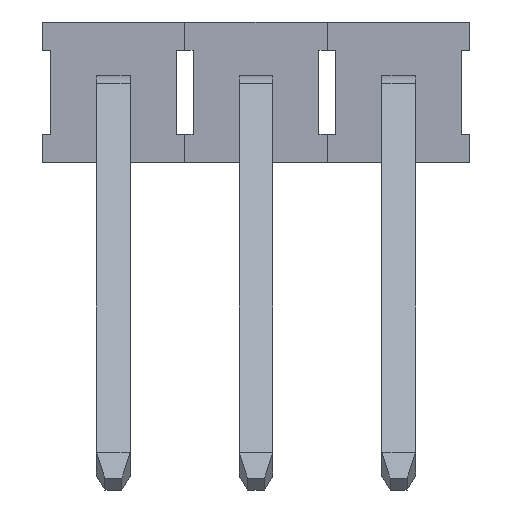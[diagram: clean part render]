
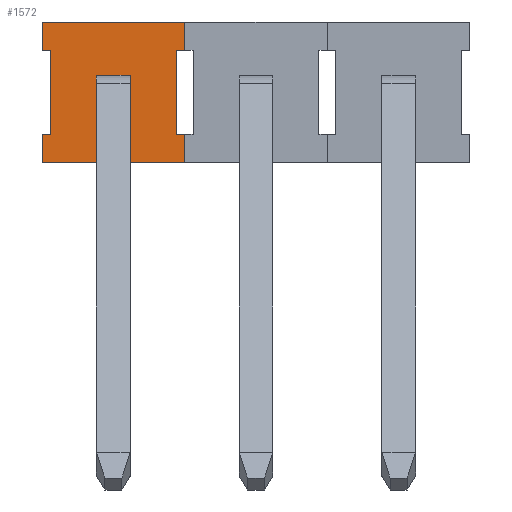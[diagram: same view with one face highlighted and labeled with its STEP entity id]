
A CAD part, top view. The second image highlights one B-rep face of the part: STEP entity #1572.
In plain terms, the highlighted planar face has unit normal (0, 0, 1).
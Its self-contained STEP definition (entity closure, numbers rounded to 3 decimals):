
#44 = LINE ( 'NONE', #2089, #1777 ) ;
#60 = EDGE_CURVE ( 'NONE', #2203, #3550, #2292, .T. ) ;
#115 = VERTEX_POINT ( 'NONE', #1521 ) ;
#124 = ORIENTED_EDGE ( 'NONE', *, *, #685, .T. ) ;
#131 = PLANE ( 'NONE',  #1134 ) ;
#162 = EDGE_LOOP ( 'NONE', ( #3003, #1656, #856, #431, #304, #718, #1121, #511, #3783, #833, #3227, #124 ) ) ;
#198 = LINE ( 'NONE', #1786, #1206 ) ;
#215 = VERTEX_POINT ( 'NONE', #712 ) ;
#246 = DIRECTION ( 'NONE',  ( 0., 1., 0. ) ) ;
#266 = VECTOR ( 'NONE', #1234, 1000. ) ;
#296 = EDGE_CURVE ( 'NONE', #2288, #215, #2858, .T. ) ;
#304 = ORIENTED_EDGE ( 'NONE', *, *, #3571, .T. ) ;
#311 = ORIENTED_EDGE ( 'NONE', *, *, #60, .T. ) ;
#313 = ORIENTED_EDGE ( 'NONE', *, *, #2715, .T. ) ;
#349 = LINE ( 'NONE', #1090, #1933 ) ;
#397 = VERTEX_POINT ( 'NONE', #612 ) ;
#429 = VECTOR ( 'NONE', #3347, 1000. ) ;
#431 = ORIENTED_EDGE ( 'NONE', *, *, #2515, .T. ) ;
#456 = LINE ( 'NONE', #3820, #2810 ) ;
#501 = LINE ( 'NONE', #2975, #1457 ) ;
#511 = ORIENTED_EDGE ( 'NONE', *, *, #787, .T. ) ;
#554 = VERTEX_POINT ( 'NONE', #768 ) ;
#582 = EDGE_CURVE ( 'NONE', #3542, #1821, #2425, .T. ) ;
#583 = VECTOR ( 'NONE', #601, 1000. ) ;
#601 = DIRECTION ( 'NONE',  ( 0., -1., 0. ) ) ;
#612 = CARTESIAN_POINT ( 'NONE',  ( -1.27, 1.25, 6. ) ) ;
#685 = EDGE_CURVE ( 'NONE', #115, #397, #2708, .T. ) ;
#686 = CARTESIAN_POINT ( 'NONE',  ( -3.81, -1.25, 6. ) ) ;
#712 = CARTESIAN_POINT ( 'NONE',  ( -2.84, -0.3, 6. ) ) ;
#715 = EDGE_CURVE ( 'NONE', #2775, #2851, #501, .T. ) ;
#718 = ORIENTED_EDGE ( 'NONE', *, *, #3482, .F. ) ;
#768 = CARTESIAN_POINT ( 'NONE',  ( -3.66, -0.75, 6. ) ) ;
#787 = EDGE_CURVE ( 'NONE', #3061, #3542, #349, .T. ) ;
#788 = CARTESIAN_POINT ( 'NONE',  ( 0., -1.25, 6. ) ) ;
#833 = ORIENTED_EDGE ( 'NONE', *, *, #1896, .T. ) ;
#856 = ORIENTED_EDGE ( 'NONE', *, *, #715, .T. ) ;
#886 = VECTOR ( 'NONE', #2309, 1000. ) ;
#914 = DIRECTION ( 'NONE',  ( 0., -1., 0. ) ) ;
#964 = CARTESIAN_POINT ( 'NONE',  ( -3.81, -2.54, 6. ) ) ;
#975 = DIRECTION ( 'NONE',  ( 0., 1., 0. ) ) ;
#983 = ORIENTED_EDGE ( 'NONE', *, *, #296, .F. ) ;
#1068 = VECTOR ( 'NONE', #975, 1000. ) ;
#1090 = CARTESIAN_POINT ( 'NONE',  ( -1.27, -2.54, 6. ) ) ;
#1121 = ORIENTED_EDGE ( 'NONE', *, *, #3961, .T. ) ;
#1126 = DIRECTION ( 'NONE',  ( 1., 0., 0. ) ) ;
#1134 = AXIS2_PLACEMENT_3D ( 'NONE', #1717, #3907, #2940 ) ;
#1136 = CARTESIAN_POINT ( 'NONE',  ( -3.66, -0.75, 6. ) ) ;
#1199 = CARTESIAN_POINT ( 'NONE',  ( 0., 1.25, 6. ) ) ;
#1206 = VECTOR ( 'NONE', #2109, 1000. ) ;
#1234 = DIRECTION ( 'NONE',  ( 0., -1., 0. ) ) ;
#1292 = CARTESIAN_POINT ( 'NONE',  ( -2.84, 0.3, 6. ) ) ;
#1351 = LINE ( 'NONE', #788, #3288 ) ;
#1431 = CARTESIAN_POINT ( 'NONE',  ( -3.81, -0.75, 6. ) ) ;
#1457 = VECTOR ( 'NONE', #1126, 1000. ) ;
#1469 = CARTESIAN_POINT ( 'NONE',  ( -3.81, 0.75, 6. ) ) ;
#1483 = LINE ( 'NONE', #1737, #583 ) ;
#1521 = CARTESIAN_POINT ( 'NONE',  ( -1.27, 0.75, 6. ) ) ;
#1572 = ADVANCED_FACE ( 'NONE', ( #2115, #3033 ), #131, .T. ) ;
#1656 = ORIENTED_EDGE ( 'NONE', *, *, #3818, .F. ) ;
#1659 = VECTOR ( 'NONE', #2061, 1000. ) ;
#1717 = CARTESIAN_POINT ( 'NONE',  ( -3.81, -2.54, 6. ) ) ;
#1734 = DIRECTION ( 'NONE',  ( 1., 0., 0. ) ) ;
#1737 = CARTESIAN_POINT ( 'NONE',  ( -3.66, 0.75, 6. ) ) ;
#1740 = CARTESIAN_POINT ( 'NONE',  ( -1.27, -2.54, 6. ) ) ;
#1759 = VERTEX_POINT ( 'NONE', #1431 ) ;
#1764 = DIRECTION ( 'NONE',  ( -1., 0., 0. ) ) ;
#1777 = VECTOR ( 'NONE', #246, 1000. ) ;
#1782 = DIRECTION ( 'NONE',  ( -1., 0., 0. ) ) ;
#1786 = CARTESIAN_POINT ( 'NONE',  ( -2.84, 0.3, 6. ) ) ;
#1821 = VERTEX_POINT ( 'NONE', #3606 ) ;
#1823 = EDGE_CURVE ( 'NONE', #2658, #397, #2057, .T. ) ;
#1887 = LINE ( 'NONE', #964, #1068 ) ;
#1896 = EDGE_CURVE ( 'NONE', #1821, #3848, #44, .T. ) ;
#1933 = VECTOR ( 'NONE', #3244, 1000. ) ;
#1992 = VECTOR ( 'NONE', #1764, 1000. ) ;
#2036 = EDGE_CURVE ( 'NONE', #3550, #215, #2614, .T. ) ;
#2057 = LINE ( 'NONE', #1199, #429 ) ;
#2061 = DIRECTION ( 'NONE',  ( 0., 1., 0. ) ) ;
#2089 = CARTESIAN_POINT ( 'NONE',  ( -1.42, -0.75, 6. ) ) ;
#2109 = DIRECTION ( 'NONE',  ( 1., 0., 0. ) ) ;
#2115 = FACE_OUTER_BOUND ( 'NONE', #162, .T. ) ;
#2175 = VECTOR ( 'NONE', #914, 1000. ) ;
#2203 = VERTEX_POINT ( 'NONE', #2778 ) ;
#2232 = LINE ( 'NONE', #1136, #3787 ) ;
#2288 = VERTEX_POINT ( 'NONE', #1292 ) ;
#2292 = LINE ( 'NONE', #3694, #266 ) ;
#2309 = DIRECTION ( 'NONE',  ( -1., 0., 0. ) ) ;
#2402 = CARTESIAN_POINT ( 'NONE',  ( -3.81, -2.54, 6. ) ) ;
#2425 = LINE ( 'NONE', #3214, #886 ) ;
#2515 = EDGE_CURVE ( 'NONE', #2851, #554, #1483, .T. ) ;
#2614 = LINE ( 'NONE', #3942, #1992 ) ;
#2658 = VERTEX_POINT ( 'NONE', #3367 ) ;
#2667 = LINE ( 'NONE', #2402, #1659 ) ;
#2699 = EDGE_LOOP ( 'NONE', ( #983, #313, #311, #3758 ) ) ;
#2708 = LINE ( 'NONE', #1740, #3974 ) ;
#2715 = EDGE_CURVE ( 'NONE', #2288, #2203, #198, .T. ) ;
#2749 = CARTESIAN_POINT ( 'NONE',  ( -2.84, -1.42, 6. ) ) ;
#2775 = VERTEX_POINT ( 'NONE', #1469 ) ;
#2778 = CARTESIAN_POINT ( 'NONE',  ( -2.24, 0.3, 6. ) ) ;
#2810 = VECTOR ( 'NONE', #2915, 1000. ) ;
#2851 = VERTEX_POINT ( 'NONE', #3223 ) ;
#2858 = LINE ( 'NONE', #2749, #2175 ) ;
#2915 = DIRECTION ( 'NONE',  ( 1., 0., 0. ) ) ;
#2940 = DIRECTION ( 'NONE',  ( 1., 0., 0. ) ) ;
#2975 = CARTESIAN_POINT ( 'NONE',  ( -3.81, 0.75, 6. ) ) ;
#2985 = CARTESIAN_POINT ( 'NONE',  ( -1.27, -0.75, 6. ) ) ;
#3003 = ORIENTED_EDGE ( 'NONE', *, *, #1823, .F. ) ;
#3033 = FACE_BOUND ( 'NONE', #2699, .T. ) ;
#3061 = VERTEX_POINT ( 'NONE', #3989 ) ;
#3214 = CARTESIAN_POINT ( 'NONE',  ( -1.27, -0.75, 6. ) ) ;
#3223 = CARTESIAN_POINT ( 'NONE',  ( -3.66, 0.75, 6. ) ) ;
#3227 = ORIENTED_EDGE ( 'NONE', *, *, #3403, .T. ) ;
#3244 = DIRECTION ( 'NONE',  ( 0., 1., 0. ) ) ;
#3280 = DIRECTION ( 'NONE',  ( 0., 1., 0. ) ) ;
#3288 = VECTOR ( 'NONE', #1734, 1000. ) ;
#3347 = DIRECTION ( 'NONE',  ( 1., 0., 0. ) ) ;
#3367 = CARTESIAN_POINT ( 'NONE',  ( -3.81, 1.25, 6. ) ) ;
#3403 = EDGE_CURVE ( 'NONE', #3848, #115, #456, .T. ) ;
#3482 = EDGE_CURVE ( 'NONE', #3830, #1759, #2667, .T. ) ;
#3542 = VERTEX_POINT ( 'NONE', #2985 ) ;
#3550 = VERTEX_POINT ( 'NONE', #3948 ) ;
#3571 = EDGE_CURVE ( 'NONE', #554, #1759, #2232, .T. ) ;
#3606 = CARTESIAN_POINT ( 'NONE',  ( -1.42, -0.75, 6. ) ) ;
#3694 = CARTESIAN_POINT ( 'NONE',  ( -2.24, -1.42, 6. ) ) ;
#3758 = ORIENTED_EDGE ( 'NONE', *, *, #2036, .T. ) ;
#3783 = ORIENTED_EDGE ( 'NONE', *, *, #582, .T. ) ;
#3787 = VECTOR ( 'NONE', #1782, 1000. ) ;
#3802 = CARTESIAN_POINT ( 'NONE',  ( -1.42, 0.75, 6. ) ) ;
#3818 = EDGE_CURVE ( 'NONE', #2775, #2658, #1887, .T. ) ;
#3820 = CARTESIAN_POINT ( 'NONE',  ( -1.42, 0.75, 6. ) ) ;
#3830 = VERTEX_POINT ( 'NONE', #686 ) ;
#3848 = VERTEX_POINT ( 'NONE', #3802 ) ;
#3907 = DIRECTION ( 'NONE',  ( 0., 0., 1. ) ) ;
#3942 = CARTESIAN_POINT ( 'NONE',  ( -3.325, -0.3, 6. ) ) ;
#3948 = CARTESIAN_POINT ( 'NONE',  ( -2.24, -0.3, 6. ) ) ;
#3961 = EDGE_CURVE ( 'NONE', #3830, #3061, #1351, .T. ) ;
#3974 = VECTOR ( 'NONE', #3280, 1000. ) ;
#3989 = CARTESIAN_POINT ( 'NONE',  ( -1.27, -1.25, 6. ) ) ;
